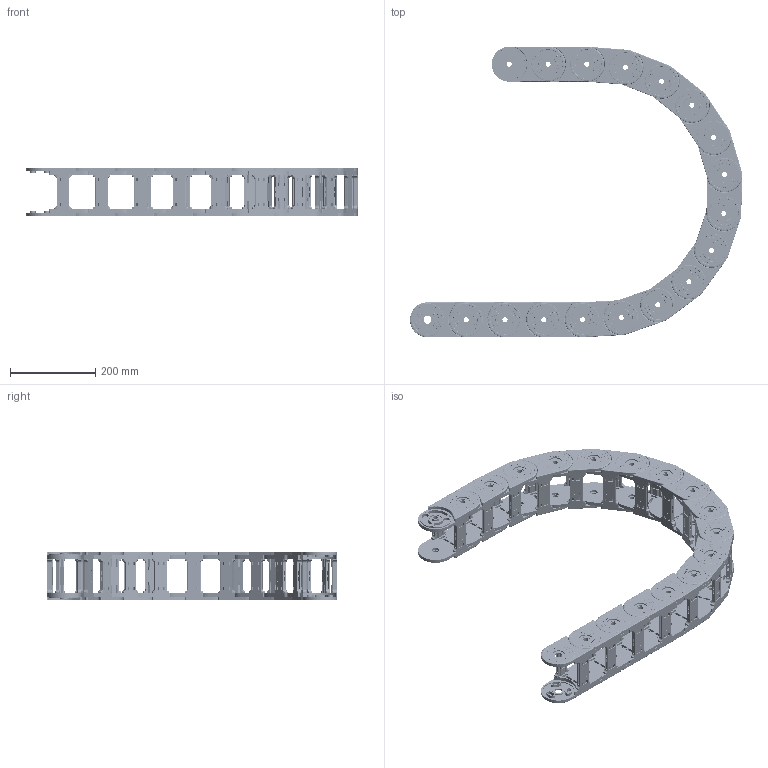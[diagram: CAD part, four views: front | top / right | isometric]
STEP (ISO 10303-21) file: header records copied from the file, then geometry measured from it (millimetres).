
FILE_DESCRIPTION (( 'STEP AP214' ), '1' );
FILE_NAME ('CK60-A080-R300.STEP', '2019-09-06T09:05:02', ( '' ), ( '' ), 'SwSTEP 2.0', 'SolidWorks 2017', '' );
FILE_SCHEMA (( 'AUTOMOTIVE_DESIGN' ));
Length unit declared in the file: millimetre
Products named in the file (2): CK60-A080-R300; CK60-A080
Assembly tree (17 placements, depth 2):
  CK60-A080-R300
    CK60-A080  x17
Bounding box: 779.27 x 682.03 x 113.14 mm (x, y, z)
Volume: 3807611.5 mm3; surface area: 1894664.1 mm2
Topology: 68 solids, 68 shells, 16592 faces, 42976 edges, 27744 vertices
Faces by surface type: plane 7208, cylinder 4998, bspline 3502, torus 612, sphere 272
Entity records: 39331 total; most frequent: CARTESIAN_POINT 16996, ORIENTED_EDGE 5032, DIRECTION 4108, EDGE_CURVE 2516, VERTEX_POINT 1632, VECTOR 1380, LINE 1380, AXIS2_PLACEMENT_3D 1364
